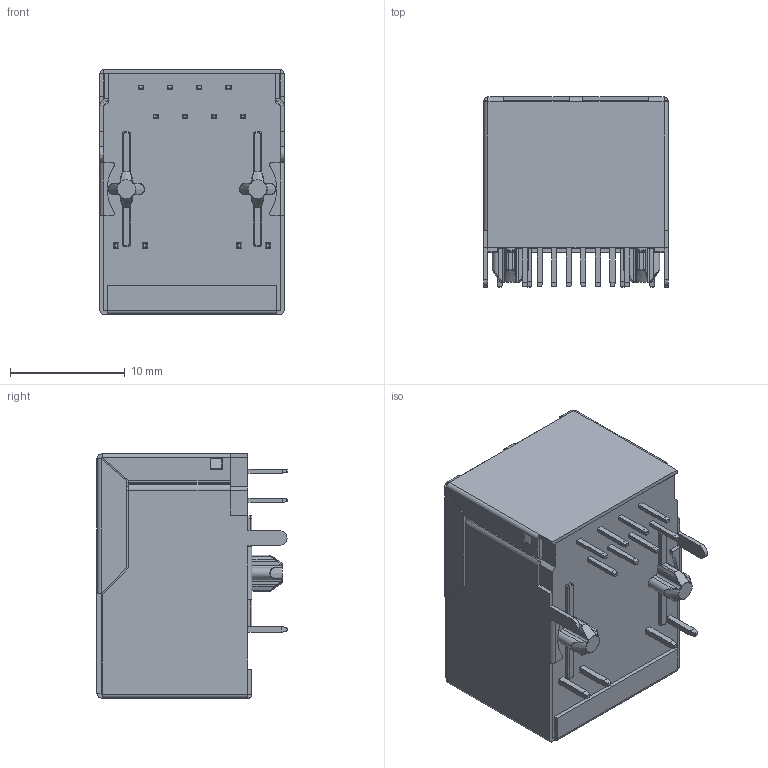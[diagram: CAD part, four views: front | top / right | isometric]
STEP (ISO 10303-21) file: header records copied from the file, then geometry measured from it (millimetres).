
FILE_DESCRIPTION(('FreeCAD Model'),'2;1');
FILE_NAME('Open CASCADE Shape Model','2025-07-08T08:49:56',(''),(''), 'Open CASCADE STEP processor 7.8','FreeCAD','Unknown');
FILE_SCHEMA(('AP242_MANAGED_MODEL_BASED_3D_ENGINEERING_MIM_LF. {1 0 10303 442 1 1 4 }'));
Length unit declared in the file: millimetre
Products named in the file (25): HR911105A_socket; HR911105A_yellow_led; HR911105A_pin_001; HR911105A_pin_002; HR911105A_pin_003; HR911105A_pin_004; HR911105A_pin_005; HR911105A_pin_006; HR911105A_pin_007; HR911105A_pin_008; HR911105A_pin_009; HR911105A_pin_010; HR911105A_contact_004; HR911105A_contact_003; HR911105A_contact_002; HR911105A_contact_001; HR911105A_red_led; HR911105A_pin_011; HR911105A_pin_012; HR911105A_contact_005; HR911105A_contact_006; HR911105A_contact_007; HR911105A_contact_008; HR911105A_outer_shield; HR911105A_inner_023
Assembly tree (24 placements, depth 2):
  HR911105A_socket
    HR911105A_yellow_led
    HR911105A_pin_001
    HR911105A_pin_002
    HR911105A_pin_003
    HR911105A_pin_004
    HR911105A_pin_005
    HR911105A_pin_006
    HR911105A_pin_007
    HR911105A_pin_008
    HR911105A_pin_009
    HR911105A_pin_010
    HR911105A_contact_004
    HR911105A_contact_003
    HR911105A_contact_002
    HR911105A_contact_001
    HR911105A_red_led
    HR911105A_pin_011
    HR911105A_pin_012
    HR911105A_contact_005
    HR911105A_contact_006
    HR911105A_contact_007
    HR911105A_contact_008
    HR911105A_outer_shield
    HR911105A_inner_023
Bounding box: 16.04 x 16.55 x 21.3 mm (x, y, z)
Volume: 3500.4 mm3; surface area: 4866.2 mm2
Topology: 24 solids, 24 shells, 722 faces, 1681 edges, 1006 vertices
Faces by surface type: plane 431, cylinder 175, bspline 80, torus 26, cone 10
Entity records: 55991 total; most frequent: CARTESIAN_POINT 22697, DIRECTION 5734, LINE 3662, VECTOR 3662, ORIENTED_EDGE 3362, PCURVE 3362, DEFINITIONAL_REPRESENTATION 3362, EDGE_CURVE 1681
